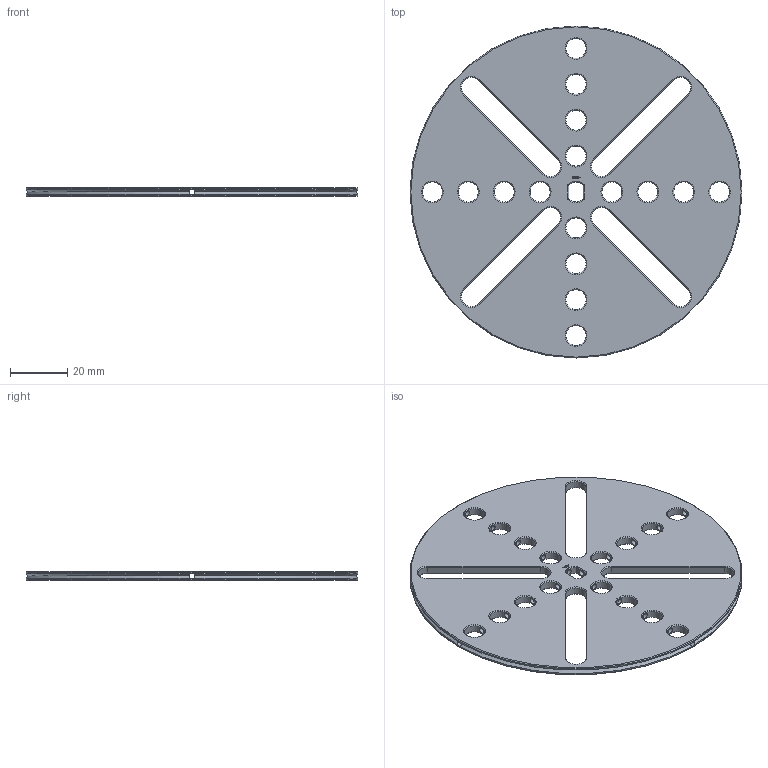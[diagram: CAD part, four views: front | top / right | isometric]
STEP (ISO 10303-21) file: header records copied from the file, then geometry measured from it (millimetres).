
FILE_DESCRIPTION(('FreeCAD Model'),'2;1');
FILE_NAME('Open CASCADE Shape Model','2023-11-14T00:44:39',(''),(''), 'Open CASCADE STEP processor 7.6','FreeCAD','Unknown');
FILE_SCHEMA(('AUTOMOTIVE_DESIGN { 1 0 10303 214 1 1 1 1 }'));
Products named in the file (1): Washer FXD OCT BU09.25x00.25 - SPN-WSR-0034 (stemfie.org)
Bounding box: 115.62 x 115.62 x 3.12 mm (x, y, z)
Volume: 26175.4 mm3; surface area: 21266.4 mm2
Topology: 1 solids, 1 shells, 634 faces, 1786 edges, 1166 vertices
Faces by surface type: plane 350, extrusion 174, cone 62, cylinder 48
Full cylindrical faces by diameter (mm): 2 x20, 7 x16, 115.625 x2
Entity records: 49730 total; most frequent: CARTESIAN_POINT 15476, DIRECTION 5567, VECTOR 4346, LINE 4172, ORIENTED_EDGE 3572, PCURVE 3572, DEFINITIONAL_REPRESENTATION 3572, EDGE_CURVE 1786
